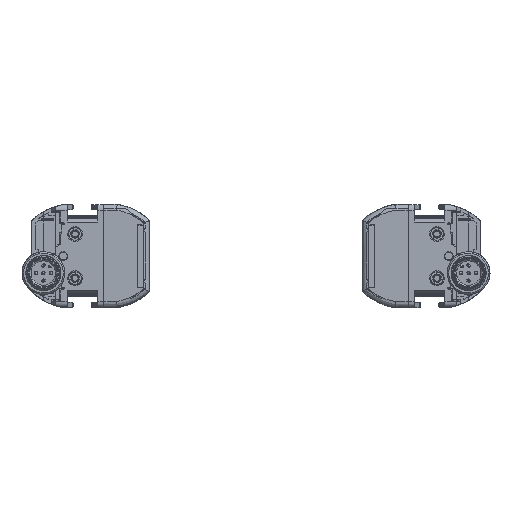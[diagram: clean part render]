
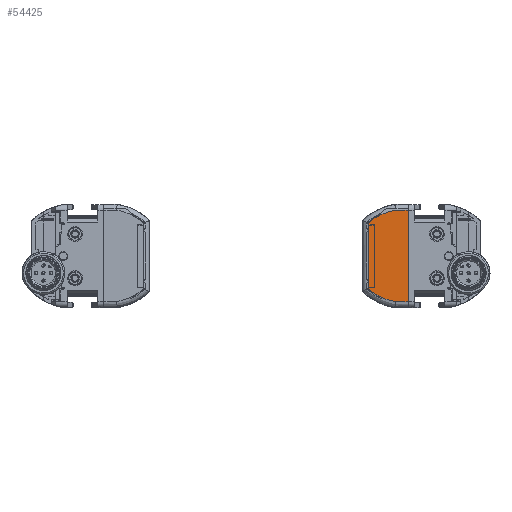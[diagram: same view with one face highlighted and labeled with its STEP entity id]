
A CAD part, front view. The second image highlights one B-rep face of the part: STEP entity #54425.
In plain terms, the highlighted planar face has unit normal (0, -1, 0).
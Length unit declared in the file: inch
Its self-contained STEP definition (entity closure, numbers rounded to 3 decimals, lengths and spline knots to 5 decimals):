
#368 = EDGE_CURVE ( 'NONE', #34360, #54544, #7326, .T. ) ;
#2102 = DIRECTION ( 'NONE',  ( 1., 0., 0. ) ) ;
#3253 = CARTESIAN_POINT ( 'NONE',  ( 1.5, -17.8937, 0.44146 ) ) ;
#3596 = CARTESIAN_POINT ( 'NONE',  ( 1.5, -17.8937, 0.44146 ) ) ;
#3728 = CARTESIAN_POINT ( 'NONE',  ( 1.5685, -17.8937, 0.49563 ) ) ;
#4208 = CARTESIAN_POINT ( 'NONE',  ( 1.59904, -17.8937, 0.51616 ) ) ;
#4371 = CARTESIAN_POINT ( 'NONE',  ( 1.8604, -17.8937, -0.60719 ) ) ;
#4882 = CARTESIAN_POINT ( 'NONE',  ( 1.72656, -17.8937, -0.57222 ) ) ;
#6202 = CARTESIAN_POINT ( 'NONE',  ( 1.66162, -17.8937, 0.55031 ) ) ;
#6834 = EDGE_CURVE ( 'NONE', #80313, #98764, #26756, .T. ) ;
#7190 = CARTESIAN_POINT ( 'NONE',  ( 1.72402, -17.8937, 0.58009 ) ) ;
#7326 = LINE ( 'NONE', #52918, #42794 ) ;
#8640 = CARTESIAN_POINT ( 'NONE',  ( 1.8604, -17.8937, -0.60719 ) ) ;
#11674 = LINE ( 'NONE', #71326, #99063 ) ;
#12390 = CARTESIAN_POINT ( 'NONE',  ( 1.82443, -17.8937, -0.60142 ) ) ;
#12901 = CARTESIAN_POINT ( 'NONE',  ( 1.58005, -17.8937, -0.49739 ) ) ;
#13056 = CARTESIAN_POINT ( 'NONE',  ( 2.03207, -17.8937, 0.61328 ) ) ;
#14723 = CARTESIAN_POINT ( 'NONE',  ( 1.66358, -17.8937, 0.55126 ) ) ;
#16364 = DIRECTION ( 'NONE',  ( 0., 0., -1. ) ) ;
#18757 = CARTESIAN_POINT ( 'NONE',  ( 1.54649, -17.8937, 0.47978 ) ) ;
#19234 = VECTOR ( 'NONE', #19768, 39.37008 ) ;
#19430 = CARTESIAN_POINT ( 'NONE',  ( 1.61584, -17.8937, -0.5198 ) ) ;
#19768 = DIRECTION ( 'NONE',  ( 0., 0., 1. ) ) ;
#19911 = CARTESIAN_POINT ( 'NONE',  ( 1.65845, -17.8937, -0.54274 ) ) ;
#20395 = CARTESIAN_POINT ( 'NONE',  ( 1.67092, -17.8937, -0.54867 ) ) ;
#20909 = CARTESIAN_POINT ( 'NONE',  ( 1.69286, -17.8937, -0.55864 ) ) ;
#25585 = ORIENTED_EDGE ( 'NONE', *, *, #67567, .F. ) ;
#26744 = CARTESIAN_POINT ( 'NONE',  ( 1.57556, -17.8937, 0.50047 ) ) ;
#26756 = LINE ( 'NONE', #57834, #19234 ) ;
#27808 = ORIENTED_EDGE ( 'NONE', *, *, #368, .F. ) ;
#28220 = CARTESIAN_POINT ( 'NONE',  ( 1.61649, -17.8937, 0.52642 ) ) ;
#33796 = CARTESIAN_POINT ( 'NONE',  ( 1.50878, -17.8937, 0.44933 ) ) ;
#33958 = CARTESIAN_POINT ( 'NONE',  ( 1.70397, -17.8937, -0.56327 ) ) ;
#34357 = B_SPLINE_CURVE_WITH_KNOTS ( 'NONE', 3,
 ( #4371, #12390, #73505, #64993, #4882, #33958, #20909, #80039, #58466, #20395, #35923, #89035, #97003, #51454, #19911, #57983, #89544, #19430, #50446, #81996, #50943, #58962, #81010, #42920, #41935, #12901, #35429, #43923, #81509, #95537, #88057 ),
 .UNSPECIFIED., .F., .F.,
 ( 4, 2, 2, 1, 1, 1, 1, 1, 2, 2, 2, 2, 2, 1, 1, 2, 2, 2, 4 ),
 ( 0., 0.25, 0.375, 0.4375, 0.46875, 0.48437, 0.49219, 0.49609, 0.49805, 0.5, 0.625, 0.6875, 0.71875, 0.73437, 0.74219, 0.74609, 0.75, 0.875, 1. ),
 .UNSPECIFIED. ) ;
#34360 = VERTEX_POINT ( 'NONE', #55498 ) ;
#35429 = CARTESIAN_POINT ( 'NONE',  ( 1.56138, -17.8937, -0.48493 ) ) ;
#35923 = CARTESIAN_POINT ( 'NONE',  ( 1.66938, -17.8937, -0.54795 ) ) ;
#36242 = CARTESIAN_POINT ( 'NONE',  ( 1.65469, -17.8937, 0.54688 ) ) ;
#36694 = FACE_OUTER_BOUND ( 'NONE', #80988, .T. ) ;
#40473 = VERTEX_POINT ( 'NONE', #8640 ) ;
#40830 = ORIENTED_EDGE ( 'NONE', *, *, #6834, .F. ) ;
#41935 = CARTESIAN_POINT ( 'NONE',  ( 1.5807, -17.8937, -0.49782 ) ) ;
#42266 = CARTESIAN_POINT ( 'NONE',  ( 1.51961, -17.8937, 0.45866 ) ) ;
#42794 = VECTOR ( 'NONE', #90996, 39.37008 ) ;
#42920 = CARTESIAN_POINT ( 'NONE',  ( 1.58192, -17.8937, -0.49863 ) ) ;
#43923 = CARTESIAN_POINT ( 'NONE',  ( 1.54591, -17.8937, -0.47341 ) ) ;
#44882 = CARTESIAN_POINT ( 'NONE',  ( 1.5, -17.8937, -0.43537 ) ) ;
#46402 = LINE ( 'NONE', #71444, #50253 ) ;
#49289 = CARTESIAN_POINT ( 'NONE',  ( 1.56219, -17.8937, 0.49121 ) ) ;
#49789 = CARTESIAN_POINT ( 'NONE',  ( 1.57835, -17.8937, 0.50235 ) ) ;
#50253 = VECTOR ( 'NONE', #16364, 39.37008 ) ;
#50446 = CARTESIAN_POINT ( 'NONE',  ( 1.60285, -17.8937, -0.51197 ) ) ;
#50816 = ORIENTED_EDGE ( 'NONE', *, *, #64289, .F. ) ;
#50943 = CARTESIAN_POINT ( 'NONE',  ( 1.59144, -17.8937, -0.50482 ) ) ;
#51454 = CARTESIAN_POINT ( 'NONE',  ( 1.66798, -17.8937, -0.54728 ) ) ;
#52918 = CARTESIAN_POINT ( 'NONE',  ( 2.00787, -17.8937, 0.61328 ) ) ;
#53174 = ORIENTED_EDGE ( 'NONE', *, *, #75627, .F. ) ;
#54296 = CARTESIAN_POINT ( 'NONE',  ( 2.03207, -17.8937, -0.60719 ) ) ;
#54425 = ADVANCED_FACE ( 'NONE', ( #36694 ), #77237, .F. ) ;
#54544 = VERTEX_POINT ( 'NONE', #13056 ) ;
#55498 = CARTESIAN_POINT ( 'NONE',  ( 1.8604, -17.8937, 0.61328 ) ) ;
#57306 = CARTESIAN_POINT ( 'NONE',  ( 1.57723, -17.8937, 0.5016 ) ) ;
#57834 = CARTESIAN_POINT ( 'NONE',  ( 1.5, -17.8937, -0.21546 ) ) ;
#57983 = CARTESIAN_POINT ( 'NONE',  ( 1.64619, -17.8937, -0.53667 ) ) ;
#58310 = CARTESIAN_POINT ( 'NONE',  ( 1.63877, -17.8937, 0.53868 ) ) ;
#58466 = CARTESIAN_POINT ( 'NONE',  ( 1.67401, -17.8937, -0.55013 ) ) ;
#58962 = CARTESIAN_POINT ( 'NONE',  ( 1.58792, -17.8937, -0.50257 ) ) ;
#64289 = EDGE_CURVE ( 'NONE', #98764, #34360, #94704, .T. ) ;
#64347 = CARTESIAN_POINT ( 'NONE',  ( 1.53933, -17.8937, 0.4743 ) ) ;
#64828 = CARTESIAN_POINT ( 'NONE',  ( 1.57171, -17.8937, 0.49785 ) ) ;
#64993 = CARTESIAN_POINT ( 'NONE',  ( 1.74212, -17.8937, -0.5778 ) ) ;
#66812 = CARTESIAN_POINT ( 'NONE',  ( 1.78845, -17.8937, 0.60175 ) ) ;
#67567 = EDGE_CURVE ( 'NONE', #54544, #67893, #46402, .T. ) ;
#67893 = VERTEX_POINT ( 'NONE', #54296 ) ;
#71326 = CARTESIAN_POINT ( 'NONE',  ( 2.00787, -17.8937, -0.60719 ) ) ;
#71444 = CARTESIAN_POINT ( 'NONE',  ( 2.03207, -17.8937, -0.21546 ) ) ;
#72841 = CARTESIAN_POINT ( 'NONE',  ( 1.57887, -17.8937, 0.5027 ) ) ;
#73505 = CARTESIAN_POINT ( 'NONE',  ( 1.79031, -17.8937, -0.5931 ) ) ;
#74812 = CARTESIAN_POINT ( 'NONE',  ( 1.66725, -17.8937, 0.55303 ) ) ;
#75324 = EDGE_CURVE ( 'NONE', #40473, #80313, #34357, .T. ) ;
#75627 = EDGE_CURVE ( 'NONE', #67893, #40473, #11674, .T. ) ;
#75816 = CARTESIAN_POINT ( 'NONE',  ( 1.66575, -17.8937, 0.55231 ) ) ;
#77237 = PLANE ( 'NONE',  #93789 ) ;
#79221 = CARTESIAN_POINT ( 'NONE',  ( 2.00787, -17.8937, -0.21546 ) ) ;
#80039 = CARTESIAN_POINT ( 'NONE',  ( 1.68024, -17.8937, -0.553 ) ) ;
#80313 = VERTEX_POINT ( 'NONE', #44882 ) ;
#80988 = EDGE_LOOP ( 'NONE', ( #40830, #92354, #53174, #25585, #27808, #50816 ) ) ;
#81010 = CARTESIAN_POINT ( 'NONE',  ( 1.58373, -17.8937, -0.49983 ) ) ;
#81330 = CARTESIAN_POINT ( 'NONE',  ( 1.64555, -17.8937, 0.54223 ) ) ;
#81509 = CARTESIAN_POINT ( 'NONE',  ( 1.51961, -17.8937, -0.45257 ) ) ;
#81996 = CARTESIAN_POINT ( 'NONE',  ( 1.59837, -17.8937, -0.50921 ) ) ;
#83335 = CARTESIAN_POINT ( 'NONE',  ( 1.8604, -17.8937, 0.61328 ) ) ;
#85247 = DIRECTION ( 'NONE',  ( 0., 1., 0. ) ) ;
#87330 = DIRECTION ( 'NONE',  ( -1., 0., 0. ) ) ;
#88057 = CARTESIAN_POINT ( 'NONE',  ( 1.5, -17.8937, -0.43537 ) ) ;
#88872 = CARTESIAN_POINT ( 'NONE',  ( 1.6668, -17.8937, 0.55281 ) ) ;
#89035 = CARTESIAN_POINT ( 'NONE',  ( 1.66872, -17.8937, -0.54763 ) ) ;
#89544 = CARTESIAN_POINT ( 'NONE',  ( 1.62392, -17.8937, -0.52441 ) ) ;
#90996 = DIRECTION ( 'NONE',  ( 1., 0., 0. ) ) ;
#92354 = ORIENTED_EDGE ( 'NONE', *, *, #75324, .F. ) ;
#93789 = AXIS2_PLACEMENT_3D ( 'NONE', #79221, #85247, #2102 ) ;
#94704 = B_SPLINE_CURVE_WITH_KNOTS ( 'NONE', 3,
 ( #3253, #33796, #42266, #64347, #18757, #94911, #49289, #3728, #64828, #26744, #57306, #49789, #72841, #4208, #28220, #58310, #81330, #36242, #97842, #6202, #14723, #75816, #88872, #74812, #98344, #97337, #7190, #66812, #83335 ),
 .UNSPECIFIED., .F., .F.,
 ( 4, 2, 2, 2, 1, 1, 2, 2, 2, 2, 2, 1, 1, 1, 2, 2, 4 ),
 ( 0., 0.125, 0.1875, 0.21875, 0.23437, 0.24219, 0.24609, 0.25, 0.375, 0.4375, 0.46875, 0.48437, 0.49219, 0.49609, 0.49805, 0.5, 1. ),
 .UNSPECIFIED. ) ;
#94911 = CARTESIAN_POINT ( 'NONE',  ( 1.55815, -17.8937, 0.48832 ) ) ;
#95537 = CARTESIAN_POINT ( 'NONE',  ( 1.50878, -17.8937, -0.44324 ) ) ;
#97003 = CARTESIAN_POINT ( 'NONE',  ( 1.66828, -17.8937, -0.54742 ) ) ;
#97337 = CARTESIAN_POINT ( 'NONE',  ( 1.66762, -17.8937, 0.55321 ) ) ;
#97842 = CARTESIAN_POINT ( 'NONE',  ( 1.65757, -17.8937, 0.54832 ) ) ;
#98344 = CARTESIAN_POINT ( 'NONE',  ( 1.66754, -17.8937, 0.55317 ) ) ;
#98764 = VERTEX_POINT ( 'NONE', #3596 ) ;
#99063 = VECTOR ( 'NONE', #87330, 39.37008 ) ;
